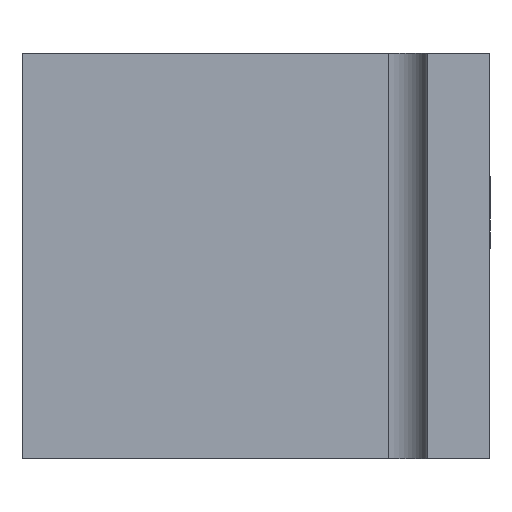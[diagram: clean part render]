
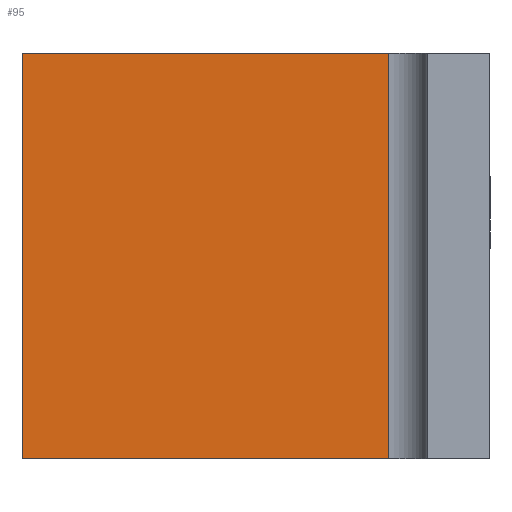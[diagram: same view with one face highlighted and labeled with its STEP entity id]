
A CAD part, left-side view. The second image highlights one B-rep face of the part: STEP entity #95.
In plain terms, the highlighted planar face has unit normal (-1, 0, 0).
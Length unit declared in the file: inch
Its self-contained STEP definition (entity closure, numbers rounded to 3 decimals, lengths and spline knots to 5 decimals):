
#95=ADVANCED_FACE('',(#181),#182,.T.);
#181=FACE_OUTER_BOUND('',#340,.T.);
#182=PLANE('',#341);
#340=EDGE_LOOP('',(#484,#485,#486,#487));
#341=AXIS2_PLACEMENT_3D('',#488,#489,#490);
#484=ORIENTED_EDGE('',*,*,#556,.T.);
#485=ORIENTED_EDGE('',*,*,#525,.F.);
#486=ORIENTED_EDGE('',*,*,#560,.F.);
#487=ORIENTED_EDGE('',*,*,#540,.T.);
#488=CARTESIAN_POINT('',(1.6251,1.14053,0.0));
#489=DIRECTION('',(-1.0,-0.0,0.0));
#490=DIRECTION('',(0.0,-1.0,-0.0));
#525=EDGE_CURVE('',#601,#596,#603,.T.);
#540=EDGE_CURVE('',#628,#626,#629,.T.);
#556=EDGE_CURVE('',#626,#596,#652,.T.);
#560=EDGE_CURVE('',#628,#601,#656,.T.);
#596=VERTEX_POINT('',#711);
#601=VERTEX_POINT('',#718);
#603=LINE('',#721,#722);
#626=VERTEX_POINT('',#767);
#628=VERTEX_POINT('',#772);
#629=LINE('',#773,#774);
#652=LINE('',#819,#820);
#656=LINE('',#826,#827);
#711=CARTESIAN_POINT('',(1.6251,1.87484,1.625));
#718=CARTESIAN_POINT('',(1.6251,1.87484,0.0));
#721=CARTESIAN_POINT('',(1.6251,1.87484,0.0));
#722=VECTOR('',#874,1.0);
#767=CARTESIAN_POINT('',(1.6251,0.40622,1.625));
#772=CARTESIAN_POINT('',(1.6251,0.40622,0.0));
#773=CARTESIAN_POINT('',(1.6251,0.40622,0.0));
#774=VECTOR('',#879,1.0);
#819=CARTESIAN_POINT('',(1.6251,0.40622,1.625));
#820=VECTOR('',#887,1.0);
#826=CARTESIAN_POINT('',(1.6251,0.40622,0.0));
#827=VECTOR('',#890,1.0);
#874=DIRECTION('',(0.0,0.0,1.0));
#879=DIRECTION('',(0.0,0.0,1.0));
#887=DIRECTION('',(0.0,1.0,0.0));
#890=DIRECTION('',(0.0,1.0,0.0));
